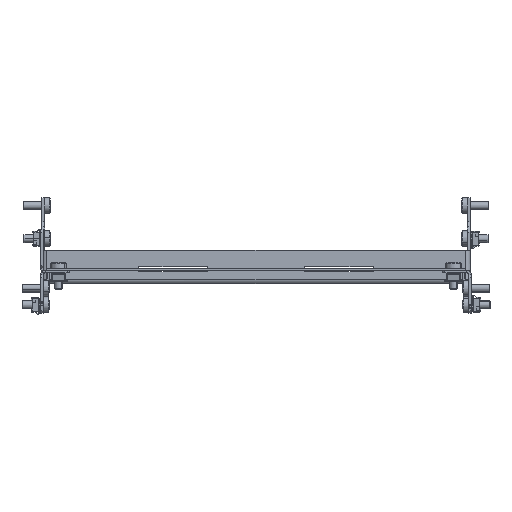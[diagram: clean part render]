
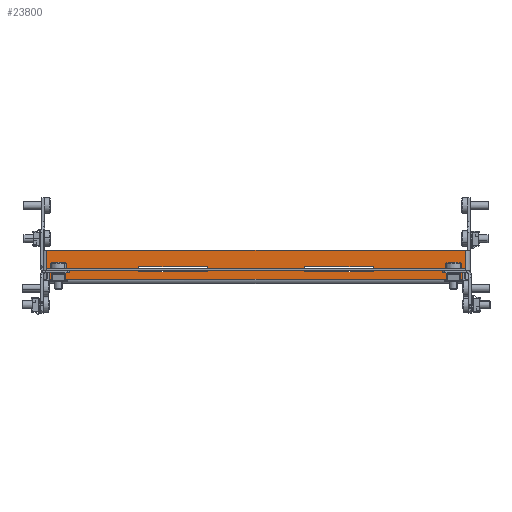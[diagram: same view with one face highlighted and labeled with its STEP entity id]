
A CAD part, front view. The second image highlights one B-rep face of the part: STEP entity #23800.
In plain terms, the highlighted face is planar.
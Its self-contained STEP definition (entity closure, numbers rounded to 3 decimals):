
#134 = FACE_BOUND ( 'NONE', #8699, .T. ) ;
#850 = EDGE_CURVE ( 'NONE', #18350, #5914, #17810, .T. ) ;
#982 = LINE ( 'NONE', #17528, #21475 ) ;
#1468 = CARTESIAN_POINT ( 'NONE',  ( 35., 52., -125. ) ) ;
#1733 = CARTESIAN_POINT ( 'NONE',  ( 35., 61.5, -319.5 ) ) ;
#1805 = VECTOR ( 'NONE', #10813, 1000. ) ;
#3069 = ORIENTED_EDGE ( 'NONE', *, *, #12729, .F. ) ;
#3071 = LINE ( 'NONE', #8955, #12026 ) ;
#3222 = CARTESIAN_POINT ( 'NONE',  ( 35., 56., -73. ) ) ;
#3309 = ORIENTED_EDGE ( 'NONE', *, *, #15322, .T. ) ;
#3476 = LINE ( 'NONE', #19643, #5212 ) ;
#3652 = VECTOR ( 'NONE', #4037, 1000. ) ;
#3653 = VECTOR ( 'NONE', #11986, 1000. ) ;
#3709 = ORIENTED_EDGE ( 'NONE', *, *, #23425, .F. ) ;
#3882 = CARTESIAN_POINT ( 'NONE',  ( 35., 52., -250. ) ) ;
#4037 = DIRECTION ( 'NONE',  ( 0., 0., -1. ) ) ;
#4184 = AXIS2_PLACEMENT_3D ( 'NONE', #9882, #22739, #20968 ) ;
#4263 = PLANE ( 'NONE',  #4184 ) ;
#4459 = CARTESIAN_POINT ( 'NONE',  ( 35., 56., -125. ) ) ;
#4880 = EDGE_CURVE ( 'NONE', #12806, #10437, #3476, .T. ) ;
#5018 = FACE_OUTER_BOUND ( 'NONE', #22336, .T. ) ;
#5212 = VECTOR ( 'NONE', #21377, 1000. ) ;
#5353 = CARTESIAN_POINT ( 'NONE',  ( 35., 56., -250. ) ) ;
#5504 = CARTESIAN_POINT ( 'NONE',  ( 35., 39.746, 0. ) ) ;
#5914 = VERTEX_POINT ( 'NONE', #16568 ) ;
#6202 = VERTEX_POINT ( 'NONE', #3222 ) ;
#6357 = CARTESIAN_POINT ( 'NONE',  ( 35., 56., -198. ) ) ;
#6457 = LINE ( 'NONE', #8530, #13650 ) ;
#6727 = VECTOR ( 'NONE', #10550, 1000. ) ;
#7208 = EDGE_CURVE ( 'NONE', #8585, #6202, #13820, .T. ) ;
#7645 = FACE_BOUND ( 'NONE', #18133, .T. ) ;
#7784 = CARTESIAN_POINT ( 'NONE',  ( 35., 61.5, -3.5 ) ) ;
#8128 = EDGE_CURVE ( 'NONE', #17507, #18350, #9994, .T. ) ;
#8353 = ORIENTED_EDGE ( 'NONE', *, *, #9978, .T. ) ;
#8530 = CARTESIAN_POINT ( 'NONE',  ( 35., 56., -250. ) ) ;
#8585 = VERTEX_POINT ( 'NONE', #4459 ) ;
#8699 = EDGE_LOOP ( 'NONE', ( #15624, #3709, #11444, #11975 ) ) ;
#8955 = CARTESIAN_POINT ( 'NONE',  ( 35., 52., -73. ) ) ;
#9306 = ORIENTED_EDGE ( 'NONE', *, *, #4880, .T. ) ;
#9882 = CARTESIAN_POINT ( 'NONE',  ( 35., 0., 0. ) ) ;
#9889 = DIRECTION ( 'NONE',  ( 0., -1., 0. ) ) ;
#9978 = EDGE_CURVE ( 'NONE', #22406, #12806, #21435, .T. ) ;
#9994 = LINE ( 'NONE', #6357, #3653 ) ;
#10437 = VERTEX_POINT ( 'NONE', #7784 ) ;
#10550 = DIRECTION ( 'NONE',  ( 0., 1., 0. ) ) ;
#10813 = DIRECTION ( 'NONE',  ( 0., 1., 0. ) ) ;
#11444 = ORIENTED_EDGE ( 'NONE', *, *, #13228, .F. ) ;
#11975 = ORIENTED_EDGE ( 'NONE', *, *, #21942, .F. ) ;
#11986 = DIRECTION ( 'NONE',  ( 0., -1., 0. ) ) ;
#12026 = VECTOR ( 'NONE', #22187, 1000. ) ;
#12048 = VECTOR ( 'NONE', #18276, 1000. ) ;
#12071 = ORIENTED_EDGE ( 'NONE', *, *, #13049, .F. ) ;
#12729 = EDGE_CURVE ( 'NONE', #5914, #15143, #20119, .T. ) ;
#12806 = VERTEX_POINT ( 'NONE', #1733 ) ;
#12933 = CARTESIAN_POINT ( 'NONE',  ( 35., 65., -319.5 ) ) ;
#13049 = EDGE_CURVE ( 'NONE', #16501, #10437, #18673, .T. ) ;
#13228 = EDGE_CURVE ( 'NONE', #17470, #17291, #3071, .T. ) ;
#13650 = VECTOR ( 'NONE', #13865, 1000. ) ;
#13820 = LINE ( 'NONE', #18334, #18977 ) ;
#13865 = DIRECTION ( 'NONE',  ( 0., 0., 1. ) ) ;
#14859 = ORIENTED_EDGE ( 'NONE', *, *, #850, .F. ) ;
#15143 = VERTEX_POINT ( 'NONE', #21494 ) ;
#15322 = EDGE_CURVE ( 'NONE', #16501, #22406, #18853, .T. ) ;
#15624 = ORIENTED_EDGE ( 'NONE', *, *, #7208, .F. ) ;
#15742 = CARTESIAN_POINT ( 'NONE',  ( 35., 65., -3.5 ) ) ;
#15825 = EDGE_CURVE ( 'NONE', #15143, #17507, #6457, .T. ) ;
#16148 = CARTESIAN_POINT ( 'NONE',  ( 35., 56., -125. ) ) ;
#16392 = DIRECTION ( 'NONE',  ( 0., 0., 1. ) ) ;
#16501 = VERTEX_POINT ( 'NONE', #19236 ) ;
#16568 = CARTESIAN_POINT ( 'NONE',  ( 35., 52., -250. ) ) ;
#16741 = ORIENTED_EDGE ( 'NONE', *, *, #8128, .F. ) ;
#17078 = CARTESIAN_POINT ( 'NONE',  ( 35., 52., -198. ) ) ;
#17291 = VERTEX_POINT ( 'NONE', #1468 ) ;
#17332 = CARTESIAN_POINT ( 'NONE',  ( 35., 52., -73. ) ) ;
#17470 = VERTEX_POINT ( 'NONE', #17332 ) ;
#17507 = VERTEX_POINT ( 'NONE', #18748 ) ;
#17528 = CARTESIAN_POINT ( 'NONE',  ( 35., 56., -73. ) ) ;
#17810 = LINE ( 'NONE', #3882, #3652 ) ;
#18026 = VECTOR ( 'NONE', #23738, 1000. ) ;
#18133 = EDGE_LOOP ( 'NONE', ( #21465, #3069, #14859, #16741 ) ) ;
#18276 = DIRECTION ( 'NONE',  ( 0., 1., 0. ) ) ;
#18334 = CARTESIAN_POINT ( 'NONE',  ( 35., 56., -73. ) ) ;
#18350 = VERTEX_POINT ( 'NONE', #17078 ) ;
#18673 = LINE ( 'NONE', #15742, #23010 ) ;
#18748 = CARTESIAN_POINT ( 'NONE',  ( 35., 56., -198. ) ) ;
#18853 = LINE ( 'NONE', #5504, #18026 ) ;
#18977 = VECTOR ( 'NONE', #16392, 1000. ) ;
#19236 = CARTESIAN_POINT ( 'NONE',  ( 35., 39.746, -3.5 ) ) ;
#19643 = CARTESIAN_POINT ( 'NONE',  ( 35., 61.5, -319.5 ) ) ;
#19973 = LINE ( 'NONE', #16148, #6727 ) ;
#20119 = LINE ( 'NONE', #5353, #12048 ) ;
#20394 = CARTESIAN_POINT ( 'NONE',  ( 35., 39.746, -319.5 ) ) ;
#20968 = DIRECTION ( 'NONE',  ( 0., 0., 1. ) ) ;
#21377 = DIRECTION ( 'NONE',  ( 0., 0., 1. ) ) ;
#21435 = LINE ( 'NONE', #12933, #1805 ) ;
#21465 = ORIENTED_EDGE ( 'NONE', *, *, #15825, .F. ) ;
#21475 = VECTOR ( 'NONE', #9889, 1000. ) ;
#21494 = CARTESIAN_POINT ( 'NONE',  ( 35., 56., -250. ) ) ;
#21706 = DIRECTION ( 'NONE',  ( 0., 1., 0. ) ) ;
#21942 = EDGE_CURVE ( 'NONE', #6202, #17470, #982, .T. ) ;
#22187 = DIRECTION ( 'NONE',  ( 0., 0., -1. ) ) ;
#22336 = EDGE_LOOP ( 'NONE', ( #9306, #12071, #3309, #8353 ) ) ;
#22406 = VERTEX_POINT ( 'NONE', #20394 ) ;
#22739 = DIRECTION ( 'NONE',  ( -1., 0., 0. ) ) ;
#23010 = VECTOR ( 'NONE', #21706, 1000. ) ;
#23425 = EDGE_CURVE ( 'NONE', #17291, #8585, #19973, .T. ) ;
#23738 = DIRECTION ( 'NONE',  ( 0., 0., -1. ) ) ;
#23800 = ADVANCED_FACE ( 'NONE', ( #134, #7645, #5018 ), #4263, .F. ) ;
